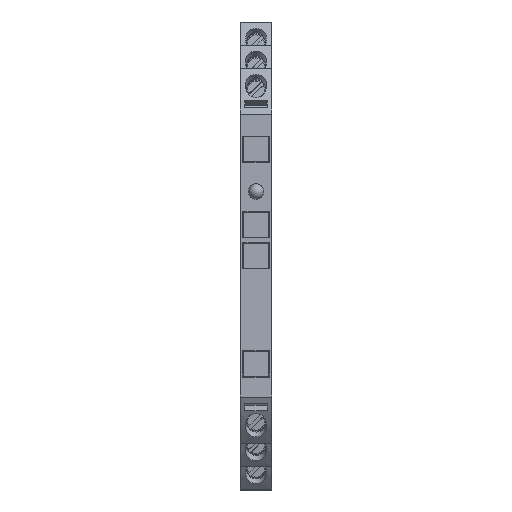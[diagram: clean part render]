
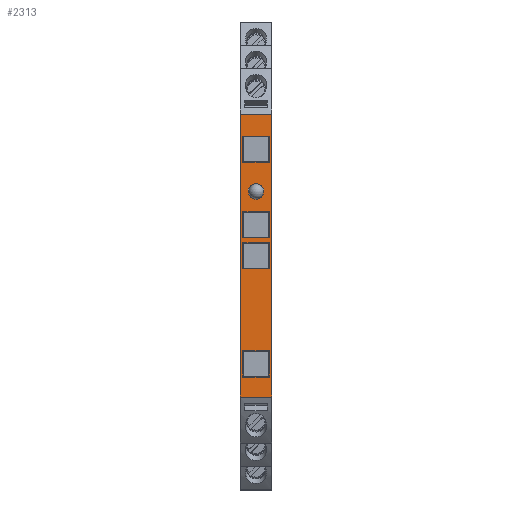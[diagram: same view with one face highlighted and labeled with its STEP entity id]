
A CAD part, top view. The second image highlights one B-rep face of the part: STEP entity #2313.
In plain terms, the highlighted planar face has unit normal (0, 0, 1).
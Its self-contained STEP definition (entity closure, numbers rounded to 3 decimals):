
#2313=ADVANCED_FACE('',(#6565,#6566,#6567,#6568,#6569,#6570),#6571,.T.);
#3021=VERTEX_POINT('',#7576);
#3029=VERTEX_POINT('',#7584);
#3033=EDGE_CURVE('',#3021,#3029,#7588,.T.);
#4083=VERTEX_POINT('',#8638);
#4087=VERTEX_POINT('',#8642);
#4091=EDGE_CURVE('',#4087,#4083,#8646,.T.);
#4121=VERTEX_POINT('',#8676);
#4123=EDGE_CURVE('',#4121,#4083,#8678,.T.);
#4125=VERTEX_POINT('',#8680);
#4127=EDGE_CURVE('',#4125,#4087,#8682,.T.);
#4129=EDGE_CURVE('',#4125,#4121,#8684,.T.);
#4131=EDGE_CURVE('',#3029,#3021,#8686,.T.);
#4133=VERTEX_POINT('',#8688);
#4135=VERTEX_POINT('',#8690);
#4137=EDGE_CURVE('',#4133,#4135,#8692,.T.);
#4139=VERTEX_POINT('',#8694);
#4141=EDGE_CURVE('',#4135,#4139,#8696,.T.);
#4143=VERTEX_POINT('',#8698);
#4145=EDGE_CURVE('',#4139,#4143,#8700,.T.);
#4147=EDGE_CURVE('',#4143,#4133,#8702,.T.);
#4149=VERTEX_POINT('',#8704);
#4151=VERTEX_POINT('',#8706);
#4153=EDGE_CURVE('',#4149,#4151,#8708,.T.);
#4155=VERTEX_POINT('',#8710);
#4157=EDGE_CURVE('',#4151,#4155,#8712,.T.);
#4159=VERTEX_POINT('',#8714);
#4161=EDGE_CURVE('',#4155,#4159,#8716,.T.);
#4163=EDGE_CURVE('',#4159,#4149,#8718,.T.);
#4165=VERTEX_POINT('',#8720);
#4167=VERTEX_POINT('',#8722);
#4169=EDGE_CURVE('',#4165,#4167,#8724,.T.);
#4171=VERTEX_POINT('',#8726);
#4173=EDGE_CURVE('',#4167,#4171,#8728,.T.);
#4175=VERTEX_POINT('',#8730);
#4177=EDGE_CURVE('',#4171,#4175,#8732,.T.);
#4179=EDGE_CURVE('',#4175,#4165,#8734,.T.);
#4181=VERTEX_POINT('',#8736);
#4183=VERTEX_POINT('',#8738);
#4185=EDGE_CURVE('',#4181,#4183,#8740,.T.);
#4187=VERTEX_POINT('',#8742);
#4189=EDGE_CURVE('',#4183,#4187,#8744,.T.);
#4191=VERTEX_POINT('',#8746);
#4193=EDGE_CURVE('',#4187,#4191,#8748,.T.);
#4195=EDGE_CURVE('',#4191,#4181,#8750,.T.);
#6565=FACE_OUTER_BOUND('',#11111,.T.);
#6566=FACE_BOUND('',#11112,.T.);
#6567=FACE_BOUND('',#11113,.T.);
#6568=FACE_BOUND('',#11114,.T.);
#6569=FACE_BOUND('',#11115,.T.);
#6570=FACE_BOUND('',#11116,.T.);
#6571=PLANE('',#11117);
#7576=CARTESIAN_POINT('',(4.65,59.278,70.999));
#7584=CARTESIAN_POINT('',(1.55,59.278,70.999));
#7588=CIRCLE('',#12291,1.55);
#8638=CARTESIAN_POINT('',(0.0,18.403,70.999));
#8642=CARTESIAN_POINT('',(6.2,18.403,70.999));
#8646=LINE('',#14370,#14371);
#8676=CARTESIAN_POINT('',(0.0,74.652,70.999));
#8678=LINE('',#14481,#14482);
#8680=CARTESIAN_POINT('',(6.2,74.652,70.999));
#8682=LINE('',#14487,#14488);
#8684=LINE('',#14491,#14492);
#8686=CIRCLE('',#14495,1.55);
#8688=CARTESIAN_POINT('',(5.725,27.578,70.999));
#8690=CARTESIAN_POINT('',(5.725,22.378,70.999));
#8692=LINE('',#14502,#14503);
#8694=CARTESIAN_POINT('',(0.475,22.378,70.999));
#8696=LINE('',#14508,#14509);
#8698=CARTESIAN_POINT('',(0.475,27.578,70.999));
#8700=LINE('',#14514,#14515);
#8702=LINE('',#14518,#14519);
#8704=CARTESIAN_POINT('',(5.75,49.078,70.999));
#8706=CARTESIAN_POINT('',(5.75,43.878,70.999));
#8708=LINE('',#14526,#14527);
#8710=CARTESIAN_POINT('',(0.5,43.878,70.999));
#8712=LINE('',#14532,#14533);
#8714=CARTESIAN_POINT('',(0.5,49.078,70.999));
#8716=LINE('',#14538,#14539);
#8718=LINE('',#14542,#14543);
#8720=CARTESIAN_POINT('',(5.75,55.228,70.999));
#8722=CARTESIAN_POINT('',(5.75,50.028,70.999));
#8724=LINE('',#14550,#14551);
#8726=CARTESIAN_POINT('',(0.5,50.028,70.999));
#8728=LINE('',#14556,#14557);
#8730=CARTESIAN_POINT('',(0.5,55.228,70.999));
#8732=LINE('',#14562,#14563);
#8734=LINE('',#14566,#14567);
#8736=CARTESIAN_POINT('',(5.725,70.278,70.999));
#8738=CARTESIAN_POINT('',(5.725,65.078,70.999));
#8740=LINE('',#14574,#14575);
#8742=CARTESIAN_POINT('',(0.475,65.078,70.999));
#8744=LINE('',#14580,#14581);
#8746=CARTESIAN_POINT('',(0.475,70.278,70.999));
#8748=LINE('',#14586,#14587);
#8750=LINE('',#14590,#14591);
#11111=EDGE_LOOP('',(#19002,#19003,#19004,#19005));
#11112=EDGE_LOOP('',(#19006,#19007));
#11113=EDGE_LOOP('',(#19008,#19009,#19010,#19011));
#11114=EDGE_LOOP('',(#19012,#19013,#19014,#19015));
#11115=EDGE_LOOP('',(#19016,#19017,#19018,#19019));
#11116=EDGE_LOOP('',(#19020,#19021,#19022,#19023));
#11117=AXIS2_PLACEMENT_3D('',#19024,#19025,#19026);
#12291=AXIS2_PLACEMENT_3D('',#21574,#21575,#21576);
#14370=CARTESIAN_POINT('',(6.2,18.403,70.999));
#14371=VECTOR('',#22083,1.0);
#14481=CARTESIAN_POINT('',(0.0,74.652,70.999));
#14482=VECTOR('',#22098,1.0);
#14487=CARTESIAN_POINT('',(6.2,74.652,70.999));
#14488=VECTOR('',#22099,1.0);
#14491=CARTESIAN_POINT('',(6.2,74.652,70.999));
#14492=VECTOR('',#22100,1.0);
#14495=AXIS2_PLACEMENT_3D('',#22101,#22102,#22103);
#14502=CARTESIAN_POINT('',(5.725,48.515,70.999));
#14503=VECTOR('',#22104,1.0);
#14508=CARTESIAN_POINT('',(4.65,22.378,70.999));
#14509=VECTOR('',#22105,1.0);
#14514=CARTESIAN_POINT('',(0.475,48.515,70.999));
#14515=VECTOR('',#22106,1.0);
#14518=CARTESIAN_POINT('',(4.65,27.578,70.999));
#14519=VECTOR('',#22107,1.0);
#14526=CARTESIAN_POINT('',(5.75,59.265,70.999));
#14527=VECTOR('',#22108,1.0);
#14532=CARTESIAN_POINT('',(4.663,43.878,70.999));
#14533=VECTOR('',#22109,1.0);
#14538=CARTESIAN_POINT('',(0.5,59.265,70.999));
#14539=VECTOR('',#22110,1.0);
#14542=CARTESIAN_POINT('',(4.663,49.078,70.999));
#14543=VECTOR('',#22111,1.0);
#14550=CARTESIAN_POINT('',(5.75,62.34,70.999));
#14551=VECTOR('',#22112,1.0);
#14556=CARTESIAN_POINT('',(4.663,50.028,70.999));
#14557=VECTOR('',#22113,1.0);
#14562=CARTESIAN_POINT('',(0.5,62.34,70.999));
#14563=VECTOR('',#22114,1.0);
#14566=CARTESIAN_POINT('',(4.663,55.228,70.999));
#14567=VECTOR('',#22115,1.0);
#14574=CARTESIAN_POINT('',(5.725,69.865,70.999));
#14575=VECTOR('',#22116,1.0);
#14580=CARTESIAN_POINT('',(4.65,65.078,70.999));
#14581=VECTOR('',#22117,1.0);
#14586=CARTESIAN_POINT('',(0.475,69.865,70.999));
#14587=VECTOR('',#22118,1.0);
#14590=CARTESIAN_POINT('',(4.65,70.278,70.999));
#14591=VECTOR('',#22119,1.0);
#19002=ORIENTED_EDGE('',*,*,#4123,.T.);
#19003=ORIENTED_EDGE('',*,*,#4091,.F.);
#19004=ORIENTED_EDGE('',*,*,#4127,.F.);
#19005=ORIENTED_EDGE('',*,*,#4129,.T.);
#19006=ORIENTED_EDGE('',*,*,#4131,.T.);
#19007=ORIENTED_EDGE('',*,*,#3033,.T.);
#19008=ORIENTED_EDGE('',*,*,#4137,.T.);
#19009=ORIENTED_EDGE('',*,*,#4141,.T.);
#19010=ORIENTED_EDGE('',*,*,#4145,.T.);
#19011=ORIENTED_EDGE('',*,*,#4147,.T.);
#19012=ORIENTED_EDGE('',*,*,#4153,.T.);
#19013=ORIENTED_EDGE('',*,*,#4157,.T.);
#19014=ORIENTED_EDGE('',*,*,#4161,.T.);
#19015=ORIENTED_EDGE('',*,*,#4163,.T.);
#19016=ORIENTED_EDGE('',*,*,#4169,.T.);
#19017=ORIENTED_EDGE('',*,*,#4173,.T.);
#19018=ORIENTED_EDGE('',*,*,#4177,.T.);
#19019=ORIENTED_EDGE('',*,*,#4179,.T.);
#19020=ORIENTED_EDGE('',*,*,#4185,.T.);
#19021=ORIENTED_EDGE('',*,*,#4189,.T.);
#19022=ORIENTED_EDGE('',*,*,#4193,.T.);
#19023=ORIENTED_EDGE('',*,*,#4195,.T.);
#19024=CARTESIAN_POINT('',(6.2,74.652,70.999));
#19025=DIRECTION('',(0.0,0.0,1.0));
#19026=DIRECTION('',(0.0,-1.0,0.0));
#21574=CARTESIAN_POINT('',(3.1,59.278,70.999));
#21575=DIRECTION('',(0.0,0.0,-1.0));
#21576=DIRECTION('',(1.0,0.0,0.0));
#22083=DIRECTION('',(-1.0,0.0,0.0));
#22098=DIRECTION('',(0.0,-1.0,0.0));
#22099=DIRECTION('',(0.0,-1.0,0.0));
#22100=DIRECTION('',(-1.0,0.0,0.0));
#22101=CARTESIAN_POINT('',(3.1,59.278,70.999));
#22102=DIRECTION('',(0.0,0.0,-1.0));
#22103=DIRECTION('',(1.0,0.0,0.0));
#22104=DIRECTION('',(0.0,-1.0,0.0));
#22105=DIRECTION('',(-1.0,0.0,0.0));
#22106=DIRECTION('',(0.0,1.0,0.0));
#22107=DIRECTION('',(1.0,0.0,0.0));
#22108=DIRECTION('',(0.0,-1.0,0.0));
#22109=DIRECTION('',(-1.0,0.0,0.0));
#22110=DIRECTION('',(0.0,1.0,0.0));
#22111=DIRECTION('',(1.0,0.0,0.0));
#22112=DIRECTION('',(0.0,-1.0,0.0));
#22113=DIRECTION('',(-1.0,0.0,0.0));
#22114=DIRECTION('',(0.0,1.0,0.0));
#22115=DIRECTION('',(1.0,0.0,0.0));
#22116=DIRECTION('',(0.0,-1.0,0.0));
#22117=DIRECTION('',(-1.0,0.0,0.0));
#22118=DIRECTION('',(0.0,1.0,0.0));
#22119=DIRECTION('',(1.0,0.0,0.0));
